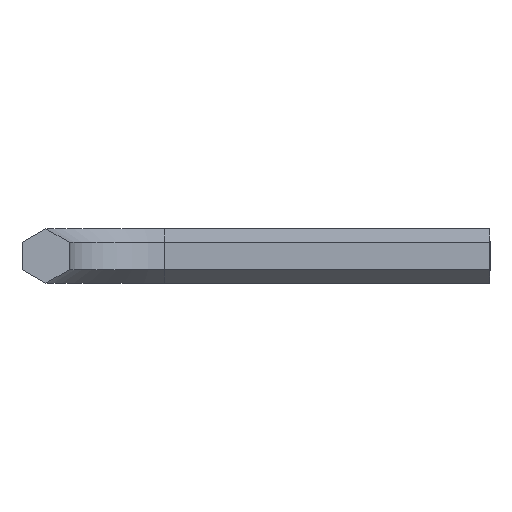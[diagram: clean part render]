
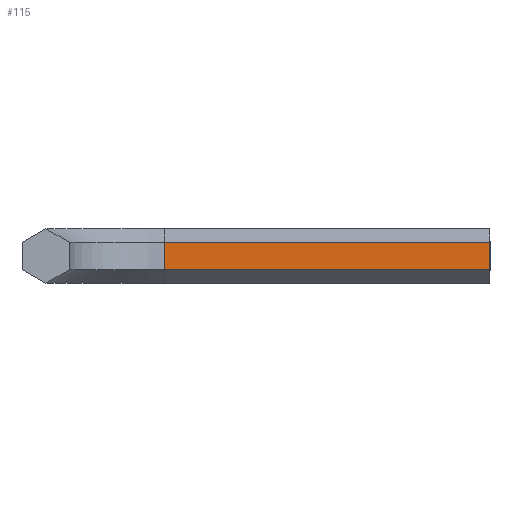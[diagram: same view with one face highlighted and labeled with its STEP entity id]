
A CAD part, front view. The second image highlights one B-rep face of the part: STEP entity #115.
In plain terms, the highlighted planar face has unit normal (0, -1, 0).
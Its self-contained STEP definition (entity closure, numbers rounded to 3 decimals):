
#5 = EDGE_CURVE ( 'NONE', #557, #68, #108, .T. ) ;
#9 = CARTESIAN_POINT ( 'NONE',  ( 4., 76.413, 0.458 ) ) ;
#17 = CARTESIAN_POINT ( 'NONE',  ( 14.906, 76.413, 0.458 ) ) ;
#41 = FACE_OUTER_BOUND ( 'NONE', #516, .T. ) ;
#53 = VECTOR ( 'NONE', #244, 1000. ) ;
#57 = VECTOR ( 'NONE', #363, 1000. ) ;
#68 = VERTEX_POINT ( 'NONE', #232 ) ;
#72 = CARTESIAN_POINT ( 'NONE',  ( 4., 76.413, 0.458 ) ) ;
#74 = CARTESIAN_POINT ( 'NONE',  ( 14.906, 76.413, -0.458 ) ) ;
#75 = LINE ( 'NONE', #148, #183 ) ;
#93 = AXIS2_PLACEMENT_3D ( 'NONE', #72, #117, #507 ) ;
#97 = VERTEX_POINT ( 'NONE', #74 ) ;
#108 = LINE ( 'NONE', #9, #57 ) ;
#115 = ADVANCED_FACE ( 'NONE', ( #41 ), #505, .T. ) ;
#117 = DIRECTION ( 'NONE',  ( 0., -1., 0. ) ) ;
#126 = EDGE_CURVE ( 'NONE', #68, #97, #75, .T. ) ;
#145 = ORIENTED_EDGE ( 'NONE', *, *, #5, .T. ) ;
#148 = CARTESIAN_POINT ( 'NONE',  ( 4., 76.413, -0.458 ) ) ;
#164 = LINE ( 'NONE', #246, #53 ) ;
#174 = VERTEX_POINT ( 'NONE', #17 ) ;
#183 = VECTOR ( 'NONE', #334, 1000. ) ;
#232 = CARTESIAN_POINT ( 'NONE',  ( 4., 76.413, -0.458 ) ) ;
#244 = DIRECTION ( 'NONE',  ( 0., 0., -1. ) ) ;
#246 = CARTESIAN_POINT ( 'NONE',  ( 14.906, 76.413, 0.458 ) ) ;
#305 = CARTESIAN_POINT ( 'NONE',  ( 4., 76.413, 0.458 ) ) ;
#319 = ORIENTED_EDGE ( 'NONE', *, *, #474, .F. ) ;
#334 = DIRECTION ( 'NONE',  ( 1., 0., 0. ) ) ;
#343 = EDGE_CURVE ( 'NONE', #174, #97, #164, .T. ) ;
#350 = DIRECTION ( 'NONE',  ( 1., 0., 0. ) ) ;
#363 = DIRECTION ( 'NONE',  ( 0., 0., -1. ) ) ;
#366 = ORIENTED_EDGE ( 'NONE', *, *, #343, .F. ) ;
#387 = LINE ( 'NONE', #305, #393 ) ;
#393 = VECTOR ( 'NONE', #350, 1000. ) ;
#474 = EDGE_CURVE ( 'NONE', #557, #174, #387, .T. ) ;
#477 = CARTESIAN_POINT ( 'NONE',  ( 4., 76.413, 0.458 ) ) ;
#495 = ORIENTED_EDGE ( 'NONE', *, *, #126, .T. ) ;
#505 = PLANE ( 'NONE',  #93 ) ;
#507 = DIRECTION ( 'NONE',  ( 0., 0., -1. ) ) ;
#516 = EDGE_LOOP ( 'NONE', ( #145, #495, #366, #319 ) ) ;
#557 = VERTEX_POINT ( 'NONE', #477 ) ;
